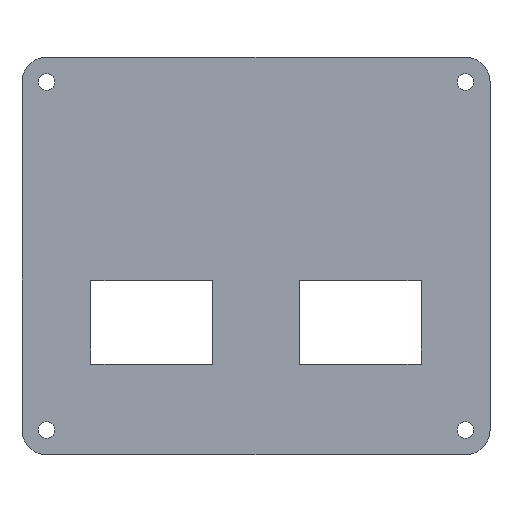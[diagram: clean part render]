
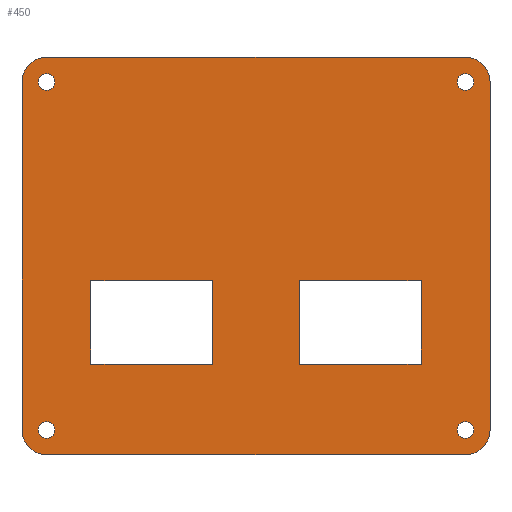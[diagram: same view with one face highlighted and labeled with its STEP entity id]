
A CAD part, top view. The second image highlights one B-rep face of the part: STEP entity #450.
In plain terms, the highlighted planar face has unit normal (0, 0, 1).
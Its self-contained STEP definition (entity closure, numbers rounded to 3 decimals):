
#21=FACE_BOUND('',#91,.T.);
#22=FACE_BOUND('',#92,.T.);
#23=FACE_BOUND('',#93,.T.);
#24=FACE_BOUND('',#94,.T.);
#25=FACE_BOUND('',#95,.T.);
#26=FACE_BOUND('',#96,.T.);
#40=PLANE('',#502);
#62=FACE_OUTER_BOUND('',#90,.T.);
#90=EDGE_LOOP('',(#401,#402,#403,#404,#405,#406,#407,#408));
#91=EDGE_LOOP('',(#409,#410,#411,#412));
#92=EDGE_LOOP('',(#413,#414,#415,#416));
#93=EDGE_LOOP('',(#417));
#94=EDGE_LOOP('',(#418));
#95=EDGE_LOOP('',(#419));
#96=EDGE_LOOP('',(#420));
#111=LINE('',#675,#155);
#117=LINE('',#690,#161);
#119=LINE('',#696,#163);
#120=LINE('',#700,#164);
#123=LINE('',#705,#167);
#125=LINE('',#710,#169);
#128=LINE('',#715,#172);
#130=LINE('',#719,#174);
#132=LINE('',#722,#176);
#133=LINE('',#725,#177);
#135=LINE('',#728,#179);
#140=LINE('',#746,#184);
#155=VECTOR('',#543,10.);
#161=VECTOR('',#559,10.);
#163=VECTOR('',#567,10.);
#164=VECTOR('',#570,10.);
#167=VECTOR('',#575,10.);
#169=VECTOR('',#579,10.);
#172=VECTOR('',#584,10.);
#174=VECTOR('',#588,10.);
#176=VECTOR('',#592,10.);
#177=VECTOR('',#595,10.);
#179=VECTOR('',#599,10.);
#184=VECTOR('',#622,10.);
#185=CIRCLE('',#466,5.);
#194=CIRCLE('',#478,5.);
#195=CIRCLE('',#480,5.);
#196=CIRCLE('',#483,5.);
#197=CIRCLE('',#494,1.7);
#198=CIRCLE('',#496,1.7);
#199=CIRCLE('',#498,1.7);
#200=CIRCLE('',#500,1.7);
#201=VERTEX_POINT('',#627);
#202=VERTEX_POINT('',#628);
#223=VERTEX_POINT('',#674);
#224=VERTEX_POINT('',#678);
#225=VERTEX_POINT('',#682);
#226=VERTEX_POINT('',#683);
#227=VERTEX_POINT('',#688);
#228=VERTEX_POINT('',#692);
#229=VERTEX_POINT('',#698);
#230=VERTEX_POINT('',#699);
#231=VERTEX_POINT('',#704);
#232=VERTEX_POINT('',#708);
#233=VERTEX_POINT('',#709);
#234=VERTEX_POINT('',#714);
#235=VERTEX_POINT('',#718);
#236=VERTEX_POINT('',#724);
#237=VERTEX_POINT('',#730);
#238=VERTEX_POINT('',#734);
#239=VERTEX_POINT('',#738);
#240=VERTEX_POINT('',#742);
#241=EDGE_CURVE('',#201,#202,#185,.T.);
#264=EDGE_CURVE('',#223,#202,#111,.T.);
#266=EDGE_CURVE('',#223,#224,#194,.T.);
#268=EDGE_CURVE('',#225,#226,#195,.T.);
#272=EDGE_CURVE('',#225,#227,#117,.T.);
#273=EDGE_CURVE('',#228,#227,#196,.T.);
#275=EDGE_CURVE('',#228,#224,#119,.T.);
#276=EDGE_CURVE('',#229,#230,#120,.T.);
#279=EDGE_CURVE('',#230,#231,#123,.T.);
#281=EDGE_CURVE('',#232,#233,#125,.T.);
#284=EDGE_CURVE('',#234,#232,#128,.T.);
#286=EDGE_CURVE('',#235,#234,#130,.T.);
#288=EDGE_CURVE('',#233,#235,#132,.T.);
#289=EDGE_CURVE('',#231,#236,#133,.T.);
#291=EDGE_CURVE('',#236,#229,#135,.T.);
#292=EDGE_CURVE('',#237,#237,#197,.T.);
#294=EDGE_CURVE('',#238,#238,#198,.T.);
#296=EDGE_CURVE('',#239,#239,#199,.T.);
#298=EDGE_CURVE('',#240,#240,#200,.T.);
#300=EDGE_CURVE('',#201,#226,#140,.T.);
#401=ORIENTED_EDGE('',*,*,#241,.F.);
#402=ORIENTED_EDGE('',*,*,#300,.T.);
#403=ORIENTED_EDGE('',*,*,#268,.F.);
#404=ORIENTED_EDGE('',*,*,#272,.T.);
#405=ORIENTED_EDGE('',*,*,#273,.F.);
#406=ORIENTED_EDGE('',*,*,#275,.T.);
#407=ORIENTED_EDGE('',*,*,#266,.F.);
#408=ORIENTED_EDGE('',*,*,#264,.T.);
#409=ORIENTED_EDGE('',*,*,#289,.T.);
#410=ORIENTED_EDGE('',*,*,#291,.T.);
#411=ORIENTED_EDGE('',*,*,#276,.T.);
#412=ORIENTED_EDGE('',*,*,#279,.T.);
#413=ORIENTED_EDGE('',*,*,#281,.T.);
#414=ORIENTED_EDGE('',*,*,#288,.T.);
#415=ORIENTED_EDGE('',*,*,#286,.T.);
#416=ORIENTED_EDGE('',*,*,#284,.T.);
#417=ORIENTED_EDGE('',*,*,#298,.T.);
#418=ORIENTED_EDGE('',*,*,#296,.T.);
#419=ORIENTED_EDGE('',*,*,#294,.T.);
#420=ORIENTED_EDGE('',*,*,#292,.T.);
#450=ADVANCED_FACE('',(#62,#21,#22,#23,#24,#25,#26),#40,.T.);
#466=AXIS2_PLACEMENT_3D('',#629,#507,#508);
#478=AXIS2_PLACEMENT_3D('',#679,#547,#548);
#480=AXIS2_PLACEMENT_3D('',#684,#552,#553);
#483=AXIS2_PLACEMENT_3D('',#693,#562,#563);
#494=AXIS2_PLACEMENT_3D('',#731,#602,#603);
#496=AXIS2_PLACEMENT_3D('',#735,#607,#608);
#498=AXIS2_PLACEMENT_3D('',#739,#612,#613);
#500=AXIS2_PLACEMENT_3D('',#743,#617,#618);
#502=AXIS2_PLACEMENT_3D('',#747,#623,#624);
#507=DIRECTION('center_axis',(0.,0.,-1.));
#508=DIRECTION('ref_axis',(0.707,0.707,0.));
#543=DIRECTION('',(0.,1.,0.));
#547=DIRECTION('center_axis',(0.,0.,-1.));
#548=DIRECTION('ref_axis',(0.707,-0.707,0.));
#552=DIRECTION('center_axis',(0.,0.,-1.));
#553=DIRECTION('ref_axis',(-0.707,0.707,0.));
#559=DIRECTION('',(0.,-1.,0.));
#562=DIRECTION('center_axis',(0.,0.,-1.));
#563=DIRECTION('ref_axis',(-0.707,-0.707,0.));
#567=DIRECTION('',(1.,0.,0.));
#570=DIRECTION('',(1.,0.,0.));
#575=DIRECTION('',(0.,-1.,0.));
#579=DIRECTION('',(-1.,0.,0.));
#584=DIRECTION('',(0.,-1.,0.));
#588=DIRECTION('',(1.,0.,0.));
#592=DIRECTION('',(0.,1.,0.));
#595=DIRECTION('',(-1.,0.,0.));
#599=DIRECTION('',(0.,1.,0.));
#602=DIRECTION('center_axis',(0.,0.,-1.));
#603=DIRECTION('ref_axis',(1.,0.,0.));
#607=DIRECTION('center_axis',(0.,0.,-1.));
#608=DIRECTION('ref_axis',(1.,0.,0.));
#612=DIRECTION('center_axis',(0.,0.,-1.));
#613=DIRECTION('ref_axis',(1.,0.,0.));
#617=DIRECTION('center_axis',(0.,0.,-1.));
#618=DIRECTION('ref_axis',(1.,0.,0.));
#622=DIRECTION('',(-1.,0.,0.));
#623=DIRECTION('center_axis',(0.,0.,1.));
#624=DIRECTION('ref_axis',(1.,0.,0.));
#627=CARTESIAN_POINT('',(116.001,57.321,3.));
#628=CARTESIAN_POINT('',(121.001,52.321,3.));
#629=CARTESIAN_POINT('Origin',(116.001,52.321,3.));
#674=CARTESIAN_POINT('',(121.001,-18.419,3.));
#675=CARTESIAN_POINT('',(121.001,57.321,3.));
#678=CARTESIAN_POINT('',(116.001,-23.419,3.));
#679=CARTESIAN_POINT('Origin',(116.001,-18.419,3.));
#682=CARTESIAN_POINT('',(25.921,52.321,3.));
#683=CARTESIAN_POINT('',(30.921,57.321,3.));
#684=CARTESIAN_POINT('Origin',(30.921,52.321,3.));
#688=CARTESIAN_POINT('',(25.921,-18.419,3.));
#690=CARTESIAN_POINT('',(25.921,-23.419,3.));
#692=CARTESIAN_POINT('',(30.921,-23.419,3.));
#693=CARTESIAN_POINT('Origin',(30.921,-18.419,3.));
#696=CARTESIAN_POINT('',(121.001,-23.419,3.));
#698=CARTESIAN_POINT('',(39.921,11.9,3.));
#699=CARTESIAN_POINT('',(64.661,11.9,3.));
#700=CARTESIAN_POINT('',(69.061,11.9,3.));
#704=CARTESIAN_POINT('',(64.661,-5.,3.));
#705=CARTESIAN_POINT('',(64.661,5.975,3.));
#708=CARTESIAN_POINT('',(107.001,-5.,3.));
#709=CARTESIAN_POINT('',(82.261,-5.,3.));
#710=CARTESIAN_POINT('',(90.231,-5.,3.));
#714=CARTESIAN_POINT('',(107.001,11.9,3.));
#715=CARTESIAN_POINT('',(107.001,14.425,3.));
#718=CARTESIAN_POINT('',(82.261,11.9,3.));
#719=CARTESIAN_POINT('',(77.861,11.9,3.));
#722=CARTESIAN_POINT('',(82.261,5.975,3.));
#724=CARTESIAN_POINT('',(39.921,-5.,3.));
#725=CARTESIAN_POINT('',(68.691,-5.,3.));
#728=CARTESIAN_POINT('',(39.921,14.425,3.));
#730=CARTESIAN_POINT('',(29.221,-18.419,3.));
#731=CARTESIAN_POINT('Origin',(30.921,-18.419,3.));
#734=CARTESIAN_POINT('',(29.221,52.321,3.));
#735=CARTESIAN_POINT('Origin',(30.921,52.321,3.));
#738=CARTESIAN_POINT('',(114.301,52.321,3.));
#739=CARTESIAN_POINT('Origin',(116.001,52.321,3.));
#742=CARTESIAN_POINT('',(114.301,-18.419,3.));
#743=CARTESIAN_POINT('Origin',(116.001,-18.419,3.));
#746=CARTESIAN_POINT('',(25.921,57.321,3.));
#747=CARTESIAN_POINT('Origin',(73.461,16.951,3.));
